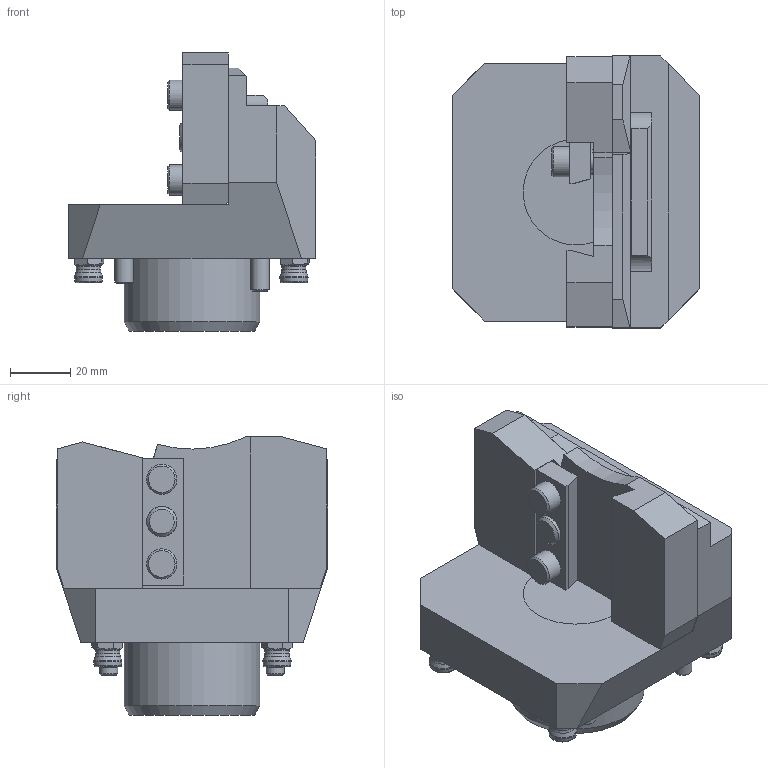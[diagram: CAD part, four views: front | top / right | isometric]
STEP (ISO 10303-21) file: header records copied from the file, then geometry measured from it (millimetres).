
FILE_DESCRIPTION(/* description */ (''),/* implementation_level */ '2;1');
FILE_NAME(/* name */ 'W7040096_A__specification_W7040096_Aussen_.stp',/* time_stamp */ '2015-05-19T09:34:32+02:00',/* author */ (''),/* organization */ (''),/* preprocessor_version */ 'ST-DEVELOPER v15',/* originating_system */ 'SIEMENS PLM Software NX 9.0',/* authorisation */ '');
FILE_SCHEMA (('AUTOMOTIVE_DESIGN { 1 0 10303 214 3 1 1 1 }'));
Length unit declared in the file: millimetre
Products named in the file (1): _
Bounding box: 82 x 90 x 92 mm (x, y, z)
Volume: 290469.8 mm3; surface area: 37095.2 mm2
Topology: 1 solids, 1 shells, 163 faces, 399 edges, 253 vertices
Faces by surface type: plane 97, cone 25, cylinder 21, torus 20
Full cylindrical faces by diameter (mm): 6 x6, 8 x4, 10 x3, 45 x1
Entity records: 4567 total; most frequent: CARTESIAN_POINT 957, DIRECTION 707, ORIENTED_EDGE 682, EDGE_CURVE 341, AXIS2_PLACEMENT_3D 250, VERTEX_POINT 246, EDGE_LOOP 237, LINE 207
